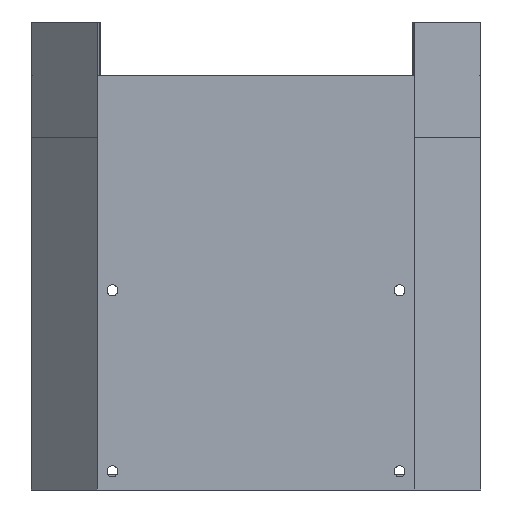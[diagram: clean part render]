
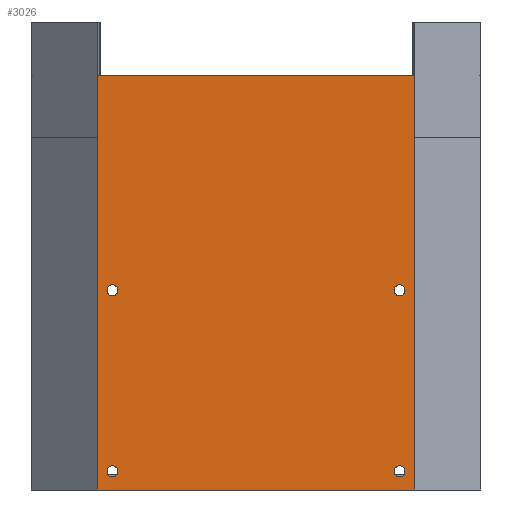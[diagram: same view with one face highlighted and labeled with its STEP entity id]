
A CAD part, front view. The second image highlights one B-rep face of the part: STEP entity #3026.
In plain terms, the highlighted planar face has unit normal (0, -1, 0).
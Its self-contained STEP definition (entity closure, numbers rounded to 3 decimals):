
#68=FACE_BOUND('',#479,.T.);
#69=FACE_BOUND('',#480,.T.);
#70=FACE_BOUND('',#481,.T.);
#71=FACE_BOUND('',#482,.T.);
#94=CIRCLE('',#3112,1.75);
#95=CIRCLE('',#3114,1.75);
#96=CIRCLE('',#3116,1.75);
#97=CIRCLE('',#3118,1.75);
#292=FACE_OUTER_BOUND('',#478,.T.);
#478=EDGE_LOOP('',(#2673,#2674,#2675,#2676,#2677,#2678));
#479=EDGE_LOOP('',(#2679));
#480=EDGE_LOOP('',(#2680));
#481=EDGE_LOOP('',(#2681));
#482=EDGE_LOOP('',(#2682));
#640=LINE('',#4670,#996);
#642=LINE('',#4676,#998);
#650=LINE('',#4690,#1006);
#814=LINE('',#5057,#1170);
#840=LINE('',#5108,#1196);
#841=LINE('',#5110,#1197);
#996=VECTOR('',#3577,10.);
#998=VECTOR('',#3581,10.);
#1006=VECTOR('',#3595,10.);
#1170=VECTOR('',#3941,10.);
#1196=VECTOR('',#3993,10.);
#1197=VECTOR('',#3996,10.);
#1299=VERTEX_POINT('',#4486);
#1300=VERTEX_POINT('',#4490);
#1301=VERTEX_POINT('',#4494);
#1302=VERTEX_POINT('',#4498);
#1334=VERTEX_POINT('',#4664);
#1336=VERTEX_POINT('',#4668);
#1338=VERTEX_POINT('',#4673);
#1339=VERTEX_POINT('',#4675);
#1419=VERTEX_POINT('',#4962);
#1454=VERTEX_POINT('',#5055);
#1602=EDGE_CURVE('',#1299,#1299,#94,.T.);
#1604=EDGE_CURVE('',#1300,#1300,#95,.T.);
#1606=EDGE_CURVE('',#1301,#1301,#96,.T.);
#1608=EDGE_CURVE('',#1302,#1302,#97,.T.);
#1664=EDGE_CURVE('',#1334,#1336,#640,.T.);
#1666=EDGE_CURVE('',#1338,#1339,#642,.T.);
#1674=EDGE_CURVE('',#1338,#1334,#650,.T.);
#1854=EDGE_CURVE('',#1454,#1419,#814,.T.);
#1880=EDGE_CURVE('',#1336,#1419,#840,.T.);
#1881=EDGE_CURVE('',#1339,#1454,#841,.T.);
#2673=ORIENTED_EDGE('',*,*,#1880,.T.);
#2674=ORIENTED_EDGE('',*,*,#1854,.F.);
#2675=ORIENTED_EDGE('',*,*,#1881,.F.);
#2676=ORIENTED_EDGE('',*,*,#1666,.F.);
#2677=ORIENTED_EDGE('',*,*,#1674,.T.);
#2678=ORIENTED_EDGE('',*,*,#1664,.T.);
#2679=ORIENTED_EDGE('',*,*,#1602,.T.);
#2680=ORIENTED_EDGE('',*,*,#1604,.T.);
#2681=ORIENTED_EDGE('',*,*,#1606,.T.);
#2682=ORIENTED_EDGE('',*,*,#1608,.T.);
#2859=PLANE('',#3243);
#3026=ADVANCED_FACE('',(#292,#68,#69,#70,#71),#2859,.T.);
#3112=AXIS2_PLACEMENT_3D('',#4488,#3473,#3474);
#3114=AXIS2_PLACEMENT_3D('',#4492,#3478,#3479);
#3116=AXIS2_PLACEMENT_3D('',#4496,#3483,#3484);
#3118=AXIS2_PLACEMENT_3D('',#4500,#3488,#3489);
#3243=AXIS2_PLACEMENT_3D('',#5109,#3994,#3995);
#3473=DIRECTION('center_axis',(0.,1.,0.));
#3474=DIRECTION('ref_axis',(-1.,0.,0.));
#3478=DIRECTION('center_axis',(0.,1.,0.));
#3479=DIRECTION('ref_axis',(-1.,0.,0.));
#3483=DIRECTION('center_axis',(0.,1.,0.));
#3484=DIRECTION('ref_axis',(-1.,0.,0.));
#3488=DIRECTION('center_axis',(0.,1.,0.));
#3489=DIRECTION('ref_axis',(-1.,0.,0.));
#3577=DIRECTION('',(0.,0.,1.));
#3581=DIRECTION('',(0.,0.,1.));
#3595=DIRECTION('',(1.,0.,0.));
#3941=DIRECTION('',(1.,0.,0.));
#3993=DIRECTION('',(0.,0.,1.));
#3994=DIRECTION('center_axis',(0.,-1.,0.));
#3995=DIRECTION('ref_axis',(1.,0.,0.));
#3996=DIRECTION('',(0.,0.,1.));
#4486=CARTESIAN_POINT('',(47.75,-79.,-67.));
#4488=CARTESIAN_POINT('Origin',(46.,-79.,-67.));
#4490=CARTESIAN_POINT('',(47.75,-79.,-125.));
#4492=CARTESIAN_POINT('Origin',(46.,-79.,-125.));
#4494=CARTESIAN_POINT('',(-44.25,-79.,-67.));
#4496=CARTESIAN_POINT('Origin',(-46.,-79.,-67.));
#4498=CARTESIAN_POINT('',(-44.25,-79.,-125.));
#4500=CARTESIAN_POINT('Origin',(-46.,-79.,-125.));
#4664=CARTESIAN_POINT('',(50.828,-79.,-131.));
#4668=CARTESIAN_POINT('',(50.828,-79.,-18.));
#4670=CARTESIAN_POINT('',(50.828,-79.,-131.));
#4673=CARTESIAN_POINT('',(-50.828,-79.,-131.));
#4675=CARTESIAN_POINT('',(-50.828,-79.,-18.));
#4676=CARTESIAN_POINT('',(-50.828,-79.,-131.));
#4690=CARTESIAN_POINT('',(0.,-79.,-131.));
#4962=CARTESIAN_POINT('',(50.828,-79.,2.));
#5055=CARTESIAN_POINT('',(-50.828,-79.,2.));
#5057=CARTESIAN_POINT('',(0.,-79.,2.));
#5108=CARTESIAN_POINT('',(50.828,-79.,0.));
#5109=CARTESIAN_POINT('Origin',(-50.828,-79.,0.));
#5110=CARTESIAN_POINT('',(-50.828,-79.,0.));
